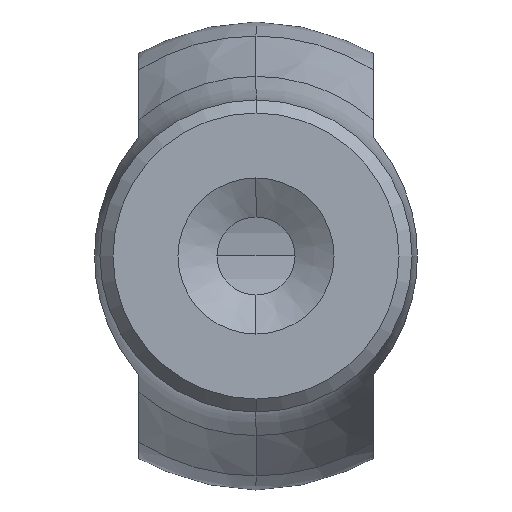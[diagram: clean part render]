
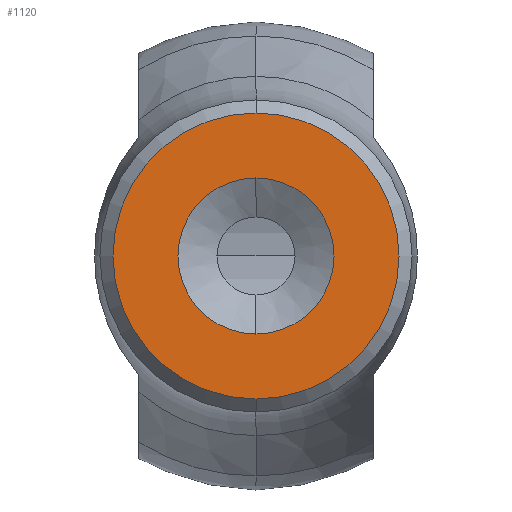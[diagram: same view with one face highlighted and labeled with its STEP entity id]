
A CAD part, left-side view. The second image highlights one B-rep face of the part: STEP entity #1120.
In plain terms, the highlighted planar face has unit normal (-1, 0, 0).
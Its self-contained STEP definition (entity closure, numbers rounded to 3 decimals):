
#101=CARTESIAN_POINT('Vertex',(-20.,0.,3.)) ;
#104=CARTESIAN_POINT('Axis2P3D Location',(-20.,0.,0.)) ;
#108=CARTESIAN_POINT('Vertex',(-20.,0.,-3.)) ;
#173=CARTESIAN_POINT('Axis2P3D Location',(-20.,0.,0.)) ;
#177=CARTESIAN_POINT('Vertex',(-20.,0.,5.5)) ;
#179=CARTESIAN_POINT('Vertex',(-20.,0.,-5.5)) ;
#668=CARTESIAN_POINT('Axis2P3D Location',(-20.,0.,0.)) ;
#690=CARTESIAN_POINT('Axis2P3D Location',(-20.,0.,0.)) ;
#1107=CARTESIAN_POINT('Axis2P3D Location',(-20.,0.,5.5)) ;
#105=DIRECTION('Axis2P3D Direction',(-1.,0.,0.)) ;
#174=DIRECTION('Axis2P3D Direction',(1.,-0.,0.)) ;
#669=DIRECTION('Axis2P3D Direction',(1.,0.,0.)) ;
#691=DIRECTION('Axis2P3D Direction',(-1.,0.,0.)) ;
#1108=DIRECTION('Axis2P3D Direction',(-1.,0.,0.)) ;
#1109=DIRECTION('Axis2P3D XDirection',(0.,1.,0.)) ;
#106=AXIS2_PLACEMENT_3D('Circle Axis2P3D',#104,#105,$) ;
#175=AXIS2_PLACEMENT_3D('Circle Axis2P3D',#173,#174,$) ;
#670=AXIS2_PLACEMENT_3D('Circle Axis2P3D',#668,#669,$) ;
#692=AXIS2_PLACEMENT_3D('Circle Axis2P3D',#690,#691,$) ;
#1110=AXIS2_PLACEMENT_3D('Plane Axis2P3D',#1107,#1108,#1109) ;
#1113=ORIENTED_EDGE('',*,*,#694,.F.) ;
#1114=ORIENTED_EDGE('',*,*,#181,.T.) ;
#1117=ORIENTED_EDGE('',*,*,#110,.F.) ;
#1118=ORIENTED_EDGE('',*,*,#672,.T.) ;
#1119=FACE_BOUND('',#1116,.T.) ;
#1120=ADVANCED_FACE('Corps principal',(#1115,#1119),#1111,.T.) ;
#107=CIRCLE('generated circle',#106,3.) ;
#176=CIRCLE('generated circle',#175,5.5) ;
#671=CIRCLE('generated circle',#670,3.) ;
#693=CIRCLE('generated circle',#692,5.5) ;
#110=EDGE_CURVE('',#102,#109,#107,.T.) ;
#181=EDGE_CURVE('',#178,#180,#176,.F.) ;
#672=EDGE_CURVE('',#102,#109,#671,.T.) ;
#694=EDGE_CURVE('',#178,#180,#693,.F.) ;
#1112=EDGE_LOOP('',(#1113,#1114)) ;
#1116=EDGE_LOOP('',(#1117,#1118)) ;
#1115=FACE_OUTER_BOUND('',#1112,.T.) ;
#1111=PLANE('Plane',#1110) ;
#102=VERTEX_POINT('',#101) ;
#109=VERTEX_POINT('',#108) ;
#178=VERTEX_POINT('',#177) ;
#180=VERTEX_POINT('',#179) ;
